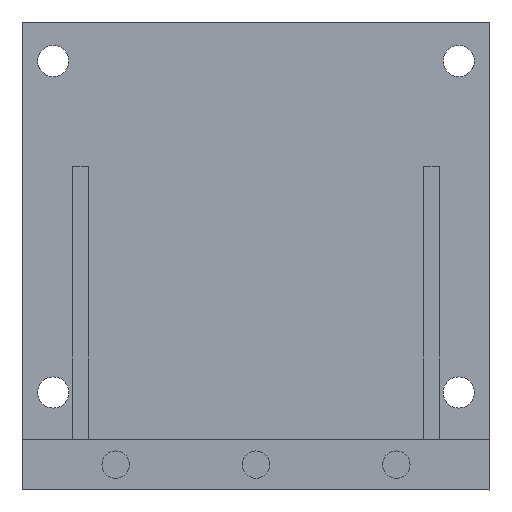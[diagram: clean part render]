
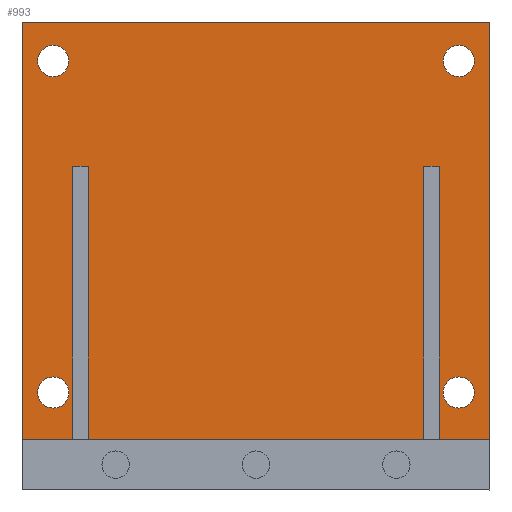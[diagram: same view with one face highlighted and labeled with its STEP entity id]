
A CAD part, front view. The second image highlights one B-rep face of the part: STEP entity #993.
In plain terms, the highlighted planar face has unit normal (0, -1, 0).
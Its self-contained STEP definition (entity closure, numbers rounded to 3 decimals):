
#42=FACE_BOUND('',#201,.T.);
#43=FACE_BOUND('',#202,.T.);
#44=FACE_BOUND('',#203,.T.);
#45=FACE_BOUND('',#204,.T.);
#81=PLANE('',#1101);
#130=FACE_OUTER_BOUND('',#200,.T.);
#200=EDGE_LOOP('',(#881,#882,#883,#884,#885,#886,#887,#888,#889,#890,#891,
#892));
#201=EDGE_LOOP('',(#893));
#202=EDGE_LOOP('',(#894));
#203=EDGE_LOOP('',(#895));
#204=EDGE_LOOP('',(#896));
#274=LINE('',#1575,#370);
#278=LINE('',#1583,#374);
#281=LINE('',#1589,#377);
#285=LINE('',#1598,#381);
#289=LINE('',#1606,#385);
#292=LINE('',#1612,#388);
#296=LINE('',#1620,#392);
#299=LINE('',#1624,#395);
#300=LINE('',#1625,#396);
#301=LINE('',#1629,#397);
#308=LINE('',#1642,#404);
#309=LINE('',#1643,#405);
#370=VECTOR('',#1309,10.);
#374=VECTOR('',#1315,10.);
#377=VECTOR('',#1320,10.);
#381=VECTOR('',#1328,10.);
#385=VECTOR('',#1334,10.);
#388=VECTOR('',#1339,10.);
#392=VECTOR('',#1347,10.);
#395=VECTOR('',#1350,10.);
#396=VECTOR('',#1351,10.);
#397=VECTOR('',#1354,10.);
#404=VECTOR('',#1365,10.);
#405=VECTOR('',#1366,10.);
#436=CIRCLE('',#1079,2.);
#438=CIRCLE('',#1082,2.);
#440=CIRCLE('',#1085,2.);
#442=CIRCLE('',#1088,2.);
#502=VERTEX_POINT('',#1549);
#504=VERTEX_POINT('',#1555);
#506=VERTEX_POINT('',#1561);
#508=VERTEX_POINT('',#1567);
#510=VERTEX_POINT('',#1573);
#511=VERTEX_POINT('',#1574);
#514=VERTEX_POINT('',#1582);
#516=VERTEX_POINT('',#1588);
#518=VERTEX_POINT('',#1596);
#519=VERTEX_POINT('',#1597);
#522=VERTEX_POINT('',#1605);
#524=VERTEX_POINT('',#1611);
#526=VERTEX_POINT('',#1619);
#527=VERTEX_POINT('',#1622);
#528=VERTEX_POINT('',#1627);
#529=VERTEX_POINT('',#1628);
#616=EDGE_CURVE('',#502,#502,#436,.T.);
#619=EDGE_CURVE('',#504,#504,#438,.T.);
#622=EDGE_CURVE('',#506,#506,#440,.T.);
#625=EDGE_CURVE('',#508,#508,#442,.T.);
#628=EDGE_CURVE('',#510,#511,#274,.T.);
#632=EDGE_CURVE('',#511,#514,#278,.T.);
#635=EDGE_CURVE('',#516,#510,#281,.T.);
#639=EDGE_CURVE('',#518,#519,#285,.T.);
#643=EDGE_CURVE('',#519,#522,#289,.T.);
#646=EDGE_CURVE('',#524,#518,#292,.T.);
#650=EDGE_CURVE('',#526,#516,#296,.T.);
#653=EDGE_CURVE('',#522,#527,#299,.T.);
#654=EDGE_CURVE('',#514,#524,#300,.T.);
#655=EDGE_CURVE('',#528,#529,#301,.T.);
#662=EDGE_CURVE('',#529,#527,#308,.T.);
#663=EDGE_CURVE('',#526,#528,#309,.T.);
#881=ORIENTED_EDGE('',*,*,#632,.T.);
#882=ORIENTED_EDGE('',*,*,#654,.T.);
#883=ORIENTED_EDGE('',*,*,#646,.T.);
#884=ORIENTED_EDGE('',*,*,#639,.T.);
#885=ORIENTED_EDGE('',*,*,#643,.T.);
#886=ORIENTED_EDGE('',*,*,#653,.T.);
#887=ORIENTED_EDGE('',*,*,#662,.F.);
#888=ORIENTED_EDGE('',*,*,#655,.F.);
#889=ORIENTED_EDGE('',*,*,#663,.F.);
#890=ORIENTED_EDGE('',*,*,#650,.T.);
#891=ORIENTED_EDGE('',*,*,#635,.T.);
#892=ORIENTED_EDGE('',*,*,#628,.T.);
#893=ORIENTED_EDGE('',*,*,#616,.T.);
#894=ORIENTED_EDGE('',*,*,#619,.T.);
#895=ORIENTED_EDGE('',*,*,#622,.T.);
#896=ORIENTED_EDGE('',*,*,#625,.T.);
#993=ADVANCED_FACE('',(#130,#42,#43,#44,#45),#81,.F.);
#1079=AXIS2_PLACEMENT_3D('',#1550,#1281,#1282);
#1082=AXIS2_PLACEMENT_3D('',#1556,#1288,#1289);
#1085=AXIS2_PLACEMENT_3D('',#1562,#1295,#1296);
#1088=AXIS2_PLACEMENT_3D('',#1568,#1302,#1303);
#1101=AXIS2_PLACEMENT_3D('',#1641,#1363,#1364);
#1281=DIRECTION('center_axis',(0.,1.,0.));
#1282=DIRECTION('ref_axis',(1.,0.,0.));
#1288=DIRECTION('center_axis',(0.,1.,0.));
#1289=DIRECTION('ref_axis',(1.,0.,0.));
#1295=DIRECTION('center_axis',(0.,1.,0.));
#1296=DIRECTION('ref_axis',(1.,0.,0.));
#1302=DIRECTION('center_axis',(0.,1.,0.));
#1303=DIRECTION('ref_axis',(1.,0.,0.));
#1309=DIRECTION('',(1.,0.,0.));
#1315=DIRECTION('',(0.,0.,-1.));
#1320=DIRECTION('',(0.,0.,1.));
#1328=DIRECTION('',(1.,0.,0.));
#1334=DIRECTION('',(0.,0.,-1.));
#1339=DIRECTION('',(0.,0.,1.));
#1347=DIRECTION('',(1.,0.,0.));
#1350=DIRECTION('',(1.,0.,0.));
#1351=DIRECTION('',(1.,0.,0.));
#1354=DIRECTION('',(1.,0.,0.));
#1363=DIRECTION('center_axis',(0.,1.,0.));
#1364=DIRECTION('ref_axis',(0.,0.,1.));
#1365=DIRECTION('',(0.,0.,-1.));
#1366=DIRECTION('',(0.,0.,1.));
#1549=CARTESIAN_POINT('',(-16.87,-152.335,215.95));
#1550=CARTESIAN_POINT('Origin',(-14.87,-152.335,215.95));
#1555=CARTESIAN_POINT('',(-68.87,-152.335,173.45));
#1556=CARTESIAN_POINT('Origin',(-66.87,-152.335,173.45));
#1561=CARTESIAN_POINT('',(-16.87,-152.335,173.45));
#1562=CARTESIAN_POINT('Origin',(-14.87,-152.335,173.45));
#1567=CARTESIAN_POINT('',(-68.87,-152.335,215.95));
#1568=CARTESIAN_POINT('Origin',(-66.87,-152.335,215.95));
#1573=CARTESIAN_POINT('',(-64.37,-152.335,202.45));
#1574=CARTESIAN_POINT('',(-62.37,-152.335,202.45));
#1575=CARTESIAN_POINT('',(-51.62,-152.335,202.45));
#1582=CARTESIAN_POINT('',(-62.37,-152.335,167.45));
#1583=CARTESIAN_POINT('',(-62.37,-152.335,179.2));
#1588=CARTESIAN_POINT('',(-64.37,-152.335,167.45));
#1589=CARTESIAN_POINT('',(-64.37,-152.335,196.7));
#1596=CARTESIAN_POINT('',(-19.37,-152.335,202.45));
#1597=CARTESIAN_POINT('',(-17.37,-152.335,202.45));
#1598=CARTESIAN_POINT('',(-29.12,-152.335,202.45));
#1605=CARTESIAN_POINT('',(-17.37,-152.335,167.45));
#1606=CARTESIAN_POINT('',(-17.37,-152.335,179.2));
#1611=CARTESIAN_POINT('',(-19.37,-152.335,167.45));
#1612=CARTESIAN_POINT('',(-19.37,-152.335,196.7));
#1619=CARTESIAN_POINT('',(-70.87,-152.335,167.45));
#1620=CARTESIAN_POINT('',(-70.87,-152.335,167.45));
#1622=CARTESIAN_POINT('',(-10.87,-152.335,167.45));
#1624=CARTESIAN_POINT('',(-70.87,-152.335,167.45));
#1625=CARTESIAN_POINT('',(-70.87,-152.335,167.45));
#1627=CARTESIAN_POINT('',(-70.87,-152.335,220.95));
#1628=CARTESIAN_POINT('',(-10.87,-152.335,220.95));
#1629=CARTESIAN_POINT('',(-70.87,-152.335,220.95));
#1641=CARTESIAN_POINT('Origin',(-40.87,-152.335,190.95));
#1642=CARTESIAN_POINT('',(-10.87,-152.335,220.95));
#1643=CARTESIAN_POINT('',(-70.87,-152.335,160.95));
